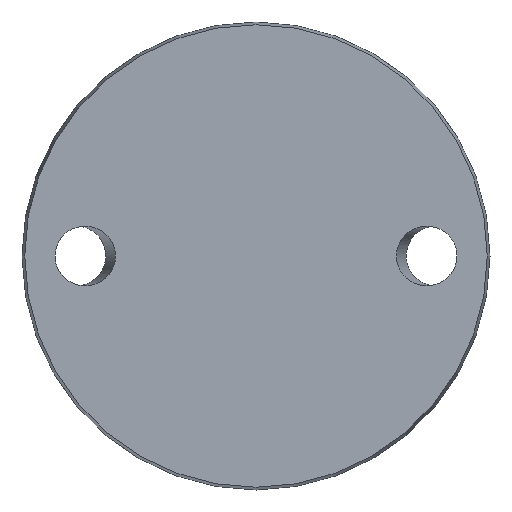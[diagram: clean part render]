
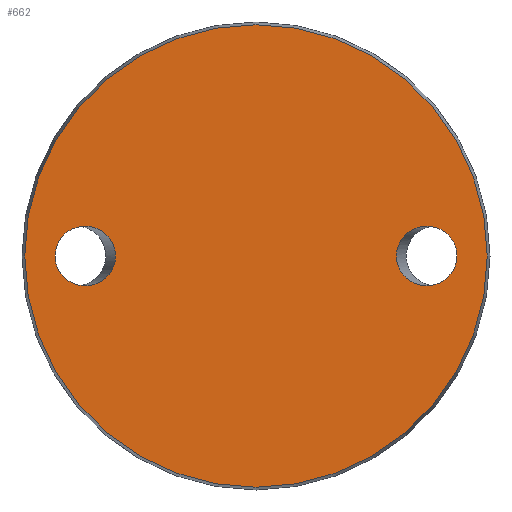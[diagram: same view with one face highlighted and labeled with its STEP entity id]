
A CAD part, front view. The second image highlights one B-rep face of the part: STEP entity #662.
In plain terms, the highlighted planar face has unit normal (0, -1, 0).
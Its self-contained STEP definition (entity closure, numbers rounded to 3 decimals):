
#11 = FACE_OUTER_BOUND ( 'NONE', #109, .T. ) ;
#18 = CARTESIAN_POINT ( 'NONE',  ( -42.087, 0., 0. ) ) ;
#40 = AXIS2_PLACEMENT_3D ( 'NONE', #135, #375, #620 ) ;
#58 =( BOUNDED_CURVE ( )  B_SPLINE_CURVE ( 3, ( #129, #679, #194, #321, #74, #563, #18 ),
 .UNSPECIFIED., .T., .T. ) 
 B_SPLINE_CURVE_WITH_KNOTS ( ( 4, 3, 4 ),
 ( 0., 3.142, 6.283 ),
 .UNSPECIFIED. ) 
 CURVE ( )  GEOMETRIC_REPRESENTATION_ITEM ( )  RATIONAL_B_SPLINE_CURVE ( ( 1., 0.333, 0.333, 1., 0.333, 0.333, 1. ) ) 
 REPRESENTATION_ITEM ( '' )  );
#74 = CARTESIAN_POINT ( 'NONE',  ( -29.413, 0., -12.5 ) ) ;
#83 = EDGE_LOOP ( 'NONE', ( #417 ) ) ;
#109 = EDGE_LOOP ( 'NONE', ( #362 ) ) ;
#129 = CARTESIAN_POINT ( 'NONE',  ( -42.087, 0., 0. ) ) ;
#135 = CARTESIAN_POINT ( 'NONE',  ( -48.425, 0., 0. ) ) ;
#152 = AXIS2_PLACEMENT_3D ( 'NONE', #189, #432, #257 ) ;
#168 = CARTESIAN_POINT ( 'NONE',  ( 42.087, 0., 0. ) ) ;
#177 = CARTESIAN_POINT ( 'NONE',  ( 29.413, 0., 12.5 ) ) ;
#189 = CARTESIAN_POINT ( 'NONE',  ( 0., 0., 0. ) ) ;
#194 = CARTESIAN_POINT ( 'NONE',  ( -29.413, 0., 12.5 ) ) ;
#214 = EDGE_CURVE ( 'NONE', #655, #655, #747, .T. ) ;
#237 = ORIENTED_EDGE ( 'NONE', *, *, #647, .T. ) ;
#240 = CARTESIAN_POINT ( 'NONE',  ( 42.087, 0., -12.5 ) ) ;
#257 = DIRECTION ( 'NONE',  ( 0., 0., -1. ) ) ;
#320 = CIRCLE ( 'NONE', #152, 48.425 ) ;
#321 = CARTESIAN_POINT ( 'NONE',  ( -29.413, 0., 0. ) ) ;
#362 = ORIENTED_EDGE ( 'NONE', *, *, #589, .T. ) ;
#375 = DIRECTION ( 'NONE',  ( 0., 1., 0. ) ) ;
#390 = CARTESIAN_POINT ( 'NONE',  ( 42.087, 0., 0. ) ) ;
#417 = ORIENTED_EDGE ( 'NONE', *, *, #214, .T. ) ;
#424 = CARTESIAN_POINT ( 'NONE',  ( 42.087, 0., 12.5 ) ) ;
#432 = DIRECTION ( 'NONE',  ( 0., -1., 0. ) ) ;
#437 = PLANE ( 'NONE',  #40 ) ;
#463 = CARTESIAN_POINT ( 'NONE',  ( 0., 0., -48.425 ) ) ;
#478 = CARTESIAN_POINT ( 'NONE',  ( 29.413, 0., 0. ) ) ;
#525 = VERTEX_POINT ( 'NONE', #769 ) ;
#542 = EDGE_LOOP ( 'NONE', ( #237 ) ) ;
#556 = FACE_BOUND ( 'NONE', #83, .T. ) ;
#563 = CARTESIAN_POINT ( 'NONE',  ( -42.087, 0., -12.5 ) ) ;
#589 = EDGE_CURVE ( 'NONE', #649, #649, #320, .T. ) ;
#596 = CARTESIAN_POINT ( 'NONE',  ( 29.413, 0., -12.5 ) ) ;
#620 = DIRECTION ( 'NONE',  ( 0., 0., 1. ) ) ;
#647 = EDGE_CURVE ( 'NONE', #525, #525, #58, .T. ) ;
#649 = VERTEX_POINT ( 'NONE', #463 ) ;
#655 = VERTEX_POINT ( 'NONE', #390 ) ;
#662 = ADVANCED_FACE ( 'NONE', ( #742, #556, #11 ), #437, .F. ) ;
#668 = CARTESIAN_POINT ( 'NONE',  ( 42.087, 0., 0. ) ) ;
#679 = CARTESIAN_POINT ( 'NONE',  ( -42.087, 0., 12.5 ) ) ;
#742 = FACE_BOUND ( 'NONE', #542, .T. ) ;
#747 =( BOUNDED_CURVE ( )  B_SPLINE_CURVE ( 3, ( #168, #240, #596, #478, #177, #424, #668 ),
 .UNSPECIFIED., .T., .T. ) 
 B_SPLINE_CURVE_WITH_KNOTS ( ( 4, 3, 4 ),
 ( 0., 3.142, 6.283 ),
 .UNSPECIFIED. ) 
 CURVE ( )  GEOMETRIC_REPRESENTATION_ITEM ( )  RATIONAL_B_SPLINE_CURVE ( ( 1., 0.333, 0.333, 1., 0.333, 0.333, 1. ) ) 
 REPRESENTATION_ITEM ( '' )  );
#769 = CARTESIAN_POINT ( 'NONE',  ( -42.087, 0., 0. ) ) ;
